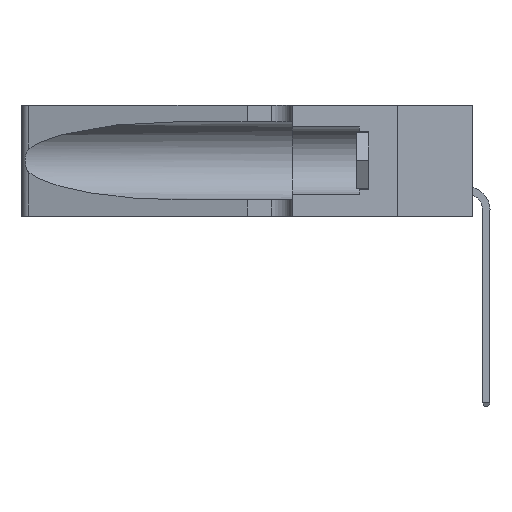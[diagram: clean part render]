
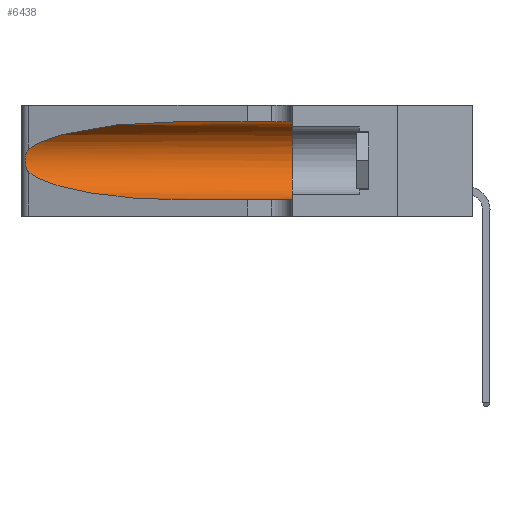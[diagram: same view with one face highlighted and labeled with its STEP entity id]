
A CAD part, left-side view. The second image highlights one B-rep face of the part: STEP entity #6438.
In plain terms, the highlighted cylindrical face has radius 3.308 mm (diameter 6.617 mm), a partial arc.
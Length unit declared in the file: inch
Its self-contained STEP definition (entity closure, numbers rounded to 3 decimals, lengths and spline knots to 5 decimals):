
#409 = CARTESIAN_POINT ( 'NONE',  ( 0.25487, 1.22718, 0.22369 ) ) ;
#560 = CARTESIAN_POINT ( 'NONE',  ( 0.25487, 1.22718, 0.14631 ) ) ;
#678 = CARTESIAN_POINT ( 'NONE',  ( 0.25787, 1.23484, 0.2124 ) ) ;
#960 = CARTESIAN_POINT ( 'NONE',  ( 0.1305, 0.35, 0.31525 ) ) ;
#1119 = B_SPLINE_CURVE_WITH_KNOTS ( 'NONE', 3,
 ( #12741, #24869, #3019, #678, #10450, #15410, #26987, #30012, #6221, #23211, #25201, #23105, #1129, #25307 ),
 .UNSPECIFIED., .F., .F.,
 ( 4, 2, 2, 2, 2, 2, 4 ),
 ( 0., 0.00027, 0.00053, 0.00107, 0.0016, 0.00187, 0.00214 ),
 .UNSPECIFIED. ) ;
#1129 = CARTESIAN_POINT ( 'NONE',  ( 0.25555, 1.22993, 0.14849 ) ) ;
#1956 = CARTESIAN_POINT ( 'NONE',  ( 0.1305, 0.72297, 0.31525 ) ) ;
#2138 = VERTEX_POINT ( 'NONE', #6445 ) ;
#2504 = CARTESIAN_POINT ( 'NONE',  ( 0.25487, 1.22718, 0.14631 ) ) ;
#3019 = CARTESIAN_POINT ( 'NONE',  ( 0.25639, 1.23184, 0.21858 ) ) ;
#3225 = AXIS2_PLACEMENT_3D ( 'NONE', #10845, #13361, #9060 ) ;
#4214 = FACE_OUTER_BOUND ( 'NONE', #23736, .T. ) ;
#4789 = VERTEX_POINT ( 'NONE', #960 ) ;
#5429 = CARTESIAN_POINT ( 'NONE',  ( 0.18966, 0.96281, 0.05475 ) ) ;
#5592 = EDGE_CURVE ( 'NONE', #2138, #30598, #1119, .T. ) ;
#6221 = CARTESIAN_POINT ( 'NONE',  ( 0.26017, 1.23833, 0.17102 ) ) ;
#6229 = ORIENTED_EDGE ( 'NONE', *, *, #15520, .F. ) ;
#6438 = ADVANCED_FACE ( 'NONE', ( #4214 ), #28815, .F. ) ;
#6445 = CARTESIAN_POINT ( 'NONE',  ( 0.25487, 1.22718, 0.22369 ) ) ;
#7123 = EDGE_CURVE ( 'NONE', #4789, #12093, #12453, .T. ) ;
#7445 = LINE ( 'NONE', #30280, #13109 ) ;
#7809 = EDGE_CURVE ( 'NONE', #30598, #19274, #9515, .T. ) ;
#9060 = DIRECTION ( 'NONE',  ( 0., 0., -1. ) ) ;
#9515 =( BOUNDED_CURVE ( )  B_SPLINE_CURVE ( 3, ( #560, #19909, #5429, #30108 ),
 .UNSPECIFIED., .F., .T. ) 
 B_SPLINE_CURVE_WITH_KNOTS ( ( 4, 4 ),
 ( 3.44316, 4.71239 ),
 .UNSPECIFIED. ) 
 CURVE ( )  GEOMETRIC_REPRESENTATION_ITEM ( )  RATIONAL_B_SPLINE_CURVE ( ( 1., 0.87, 0.87, 1. ) ) 
 REPRESENTATION_ITEM ( '' )  );
#10439 =( BOUNDED_CURVE ( )  B_SPLINE_CURVE ( 3, ( #1956, #16664, #24498, #409 ),
 .UNSPECIFIED., .F., .T. ) 
 B_SPLINE_CURVE_WITH_KNOTS ( ( 4, 4 ),
 ( 1.5708, 2.84003 ),
 .UNSPECIFIED. ) 
 CURVE ( )  GEOMETRIC_REPRESENTATION_ITEM ( )  RATIONAL_B_SPLINE_CURVE ( ( 1., 0.87, 0.87, 1. ) ) 
 REPRESENTATION_ITEM ( '' )  );
#10450 = CARTESIAN_POINT ( 'NONE',  ( 0.25854, 1.2359, 0.20912 ) ) ;
#10845 = CARTESIAN_POINT ( 'NONE',  ( 0.1305, 1.61858, 0.185 ) ) ;
#10919 = DIRECTION ( 'NONE',  ( 0., -1., 0. ) ) ;
#12093 = VERTEX_POINT ( 'NONE', #19544 ) ;
#12453 = CIRCLE ( 'NONE', #21625, 0.13025 ) ;
#12461 = CARTESIAN_POINT ( 'NONE',  ( 0.1305, 0.35, 0.185 ) ) ;
#12741 = CARTESIAN_POINT ( 'NONE',  ( 0.25487, 1.22718, 0.22369 ) ) ;
#13109 = VECTOR ( 'NONE', #10919, 39.37008 ) ;
#13314 = ORIENTED_EDGE ( 'NONE', *, *, #15042, .T. ) ;
#13361 = DIRECTION ( 'NONE',  ( 0., -1., 0. ) ) ;
#14253 = ORIENTED_EDGE ( 'NONE', *, *, #7123, .F. ) ;
#15042 = EDGE_CURVE ( 'NONE', #26080, #2138, #10439, .T. ) ;
#15410 = CARTESIAN_POINT ( 'NONE',  ( 0.26018, 1.23835, 0.19895 ) ) ;
#15520 = EDGE_CURVE ( 'NONE', #26080, #4789, #18053, .T. ) ;
#16191 = CARTESIAN_POINT ( 'NONE',  ( 0.1305, 0.72297, 0.31525 ) ) ;
#16664 = CARTESIAN_POINT ( 'NONE',  ( 0.18966, 0.96281, 0.31525 ) ) ;
#17117 = DIRECTION ( 'NONE',  ( 0., 0., 1. ) ) ;
#18053 = LINE ( 'NONE', #24928, #30190 ) ;
#19274 = VERTEX_POINT ( 'NONE', #21588 ) ;
#19544 = CARTESIAN_POINT ( 'NONE',  ( 0.1305, 0.35, 0.05475 ) ) ;
#19909 = CARTESIAN_POINT ( 'NONE',  ( 0.2373, 1.15595, 0.08982 ) ) ;
#20162 = ORIENTED_EDGE ( 'NONE', *, *, #24253, .T. ) ;
#21588 = CARTESIAN_POINT ( 'NONE',  ( 0.1305, 0.72297, 0.05475 ) ) ;
#21625 = AXIS2_PLACEMENT_3D ( 'NONE', #12461, #21645, #17117 ) ;
#21645 = DIRECTION ( 'NONE',  ( 0., 1., 0. ) ) ;
#23105 = CARTESIAN_POINT ( 'NONE',  ( 0.25639, 1.23186, 0.15144 ) ) ;
#23211 = CARTESIAN_POINT ( 'NONE',  ( 0.25856, 1.23593, 0.16098 ) ) ;
#23736 = EDGE_LOOP ( 'NONE', ( #13314, #27827, #29350, #20162, #14253, #6229 ) ) ;
#24253 = EDGE_CURVE ( 'NONE', #19274, #12093, #7445, .T. ) ;
#24498 = CARTESIAN_POINT ( 'NONE',  ( 0.2373, 1.15595, 0.28018 ) ) ;
#24869 = CARTESIAN_POINT ( 'NONE',  ( 0.25555, 1.22994, 0.2215 ) ) ;
#24928 = CARTESIAN_POINT ( 'NONE',  ( 0.1305, 1.61858, 0.31525 ) ) ;
#25201 = CARTESIAN_POINT ( 'NONE',  ( 0.25789, 1.23486, 0.15765 ) ) ;
#25307 = CARTESIAN_POINT ( 'NONE',  ( 0.25487, 1.22718, 0.14631 ) ) ;
#26080 = VERTEX_POINT ( 'NONE', #16191 ) ;
#26987 = CARTESIAN_POINT ( 'NONE',  ( 0.26075, 1.23896, 0.19203 ) ) ;
#27249 = DIRECTION ( 'NONE',  ( 0., -1., 0. ) ) ;
#27827 = ORIENTED_EDGE ( 'NONE', *, *, #5592, .T. ) ;
#28815 = CYLINDRICAL_SURFACE ( 'NONE', #3225, 0.13025 ) ;
#29350 = ORIENTED_EDGE ( 'NONE', *, *, #7809, .T. ) ;
#30012 = CARTESIAN_POINT ( 'NONE',  ( 0.26075, 1.23896, 0.178 ) ) ;
#30108 = CARTESIAN_POINT ( 'NONE',  ( 0.1305, 0.72297, 0.05475 ) ) ;
#30190 = VECTOR ( 'NONE', #27249, 39.37008 ) ;
#30280 = CARTESIAN_POINT ( 'NONE',  ( 0.1305, 1.61858, 0.05475 ) ) ;
#30598 = VERTEX_POINT ( 'NONE', #2504 ) ;
